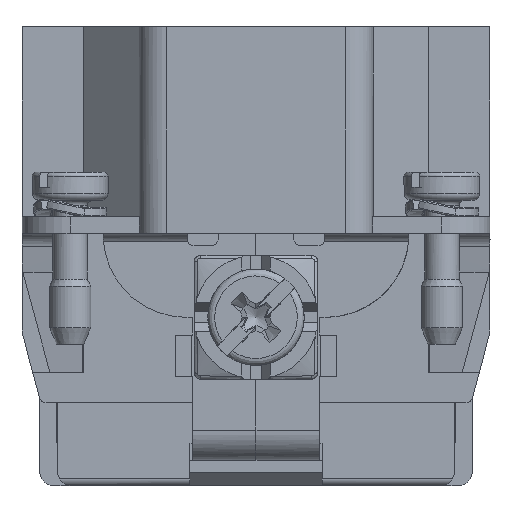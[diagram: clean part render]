
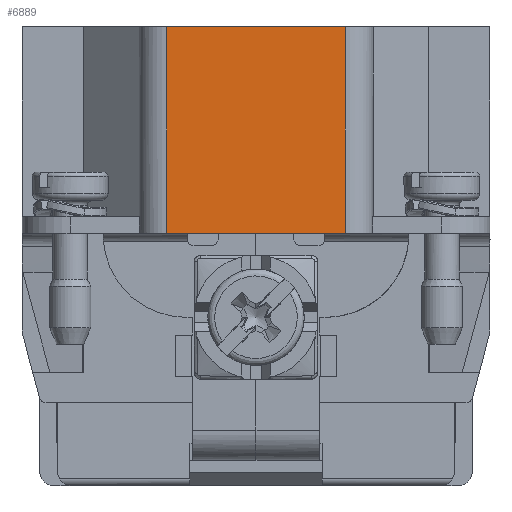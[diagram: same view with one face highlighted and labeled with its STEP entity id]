
A CAD part, left-side view. The second image highlights one B-rep face of the part: STEP entity #6889.
In plain terms, the highlighted planar face has unit normal (-1, 0, 0).
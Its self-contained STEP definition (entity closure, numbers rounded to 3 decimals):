
#6889=ADVANCED_FACE('',(#10282),#8735,.F.);
#8735=PLANE('',#80824);
#10282=FACE_OUTER_BOUND('',#12477,.T.);
#12477=EDGE_LOOP('',(#22444,#22445,#22446,#22447));
#22444=ORIENTED_EDGE('',*,*,#41222,.T.);
#22445=ORIENTED_EDGE('',*,*,#41277,.F.);
#22446=ORIENTED_EDGE('',*,*,#42293,.F.);
#22447=ORIENTED_EDGE('',*,*,#41253,.F.);
#34012=VERTEX_POINT('',#118071);
#34013=VERTEX_POINT('',#118073);
#34041=VERTEX_POINT('',#118135);
#34060=VERTEX_POINT('',#118197);
#41222=EDGE_CURVE('',#34013,#34012,#63743,.T.);
#41253=EDGE_CURVE('',#34013,#34041,#63769,.T.);
#41277=EDGE_CURVE('',#34060,#34012,#63780,.T.);
#42293=EDGE_CURVE('',#34041,#34060,#64415,.T.);
#63743=LINE('',#118072,#68950);
#63769=LINE('',#118134,#68976);
#63780=LINE('',#118198,#68987);
#64415=LINE('',#121445,#69622);
#68950=VECTOR('',#87404,1.);
#68976=VECTOR('',#87446,1.);
#68987=VECTOR('',#87475,1.);
#69622=VECTOR('',#89008,1.);
#80824=AXIS2_PLACEMENT_3D('',#121446,#89009,#89010);
#87404=DIRECTION('',(0.,0.,-1.));
#87446=DIRECTION('',(0.,-1.,0.));
#87475=DIRECTION('',(0.,1.,0.));
#89008=DIRECTION('',(0.,0.,-1.));
#89009=DIRECTION('',(1.,0.,0.));
#89010=DIRECTION('',(0.,-1.,0.));
#118071=CARTESIAN_POINT('',(-42.25,6.5,0.));
#118072=CARTESIAN_POINT('',(-42.25,6.5,15.));
#118073=CARTESIAN_POINT('',(-42.25,6.5,15.));
#118134=CARTESIAN_POINT('',(-42.25,6.5,15.));
#118135=CARTESIAN_POINT('',(-42.25,-6.5,15.));
#118197=CARTESIAN_POINT('',(-42.25,-6.5,0.));
#118198=CARTESIAN_POINT('',(-42.25,-6.5,0.));
#121445=CARTESIAN_POINT('',(-42.25,-6.5,15.));
#121446=CARTESIAN_POINT('',(-42.25,6.5,15.));
